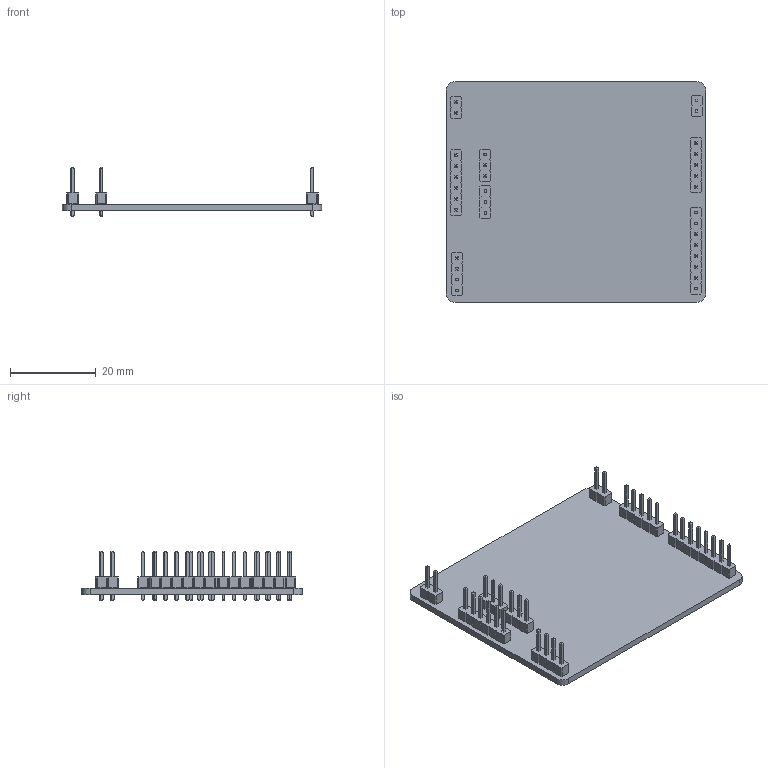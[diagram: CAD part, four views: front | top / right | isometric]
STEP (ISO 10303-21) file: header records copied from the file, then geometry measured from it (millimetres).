
FILE_DESCRIPTION(('KiCad electronic assembly'),'2;1');
FILE_NAME('Breakout Board for BMS.step','2025-05-23T16:31:59',('Pcbnew') ,('Kicad'),'Open CASCADE STEP processor 7.8','KiCad to STEP converter' ,'Unknown');
FILE_SCHEMA(('AUTOMOTIVE_DESIGN { 1 0 10303 214 1 1 1 1 }'));
Length unit declared in the file: millimetre
Products named in the file (8): Breakout Board for BMS 1; PinHeader_1x03_P2.54mm_Vertical; PinHeader_1x04_P2.54mm_Vertical; PinHeader_1x02_P2.54mm_Vertical; PinHeader_1x08_P2.54mm_Vertical; PinHeader_1x05_P2.54mm_Vertical; PinHeader_1x06_P2.54mm_Vertical; Breakout Board for BMS_PCB
Assembly tree (9 placements, depth 2):
  Breakout Board for BMS 1
    PinHeader_1x03_P2.54mm_Vertical  x2
    PinHeader_1x04_P2.54mm_Vertical
    PinHeader_1x02_P2.54mm_Vertical  x2
    PinHeader_1x08_P2.54mm_Vertical
    PinHeader_1x05_P2.54mm_Vertical
    PinHeader_1x06_P2.54mm_Vertical
    Breakout Board for BMS_PCB
Bounding box: 60.6 x 51.6 x 11.54 mm (x, y, z)
Volume: 5333.9 mm3; surface area: 8368.3 mm2
Topology: 9 solids, 9 shells, 861 faces, 2067 edges, 1290 vertices
Faces by surface type: plane 830, cylinder 31
Full cylindrical faces by diameter (mm): 1 x27
Entity records: 25766 total; most frequent: CARTESIAN_POINT 3610, ORIENTED_EDGE 3530, DIRECTION 3313, EDGE_CURVE 1765, LINE 1703, VECTOR 1703, VERTEX_POINT 1102, FACE_BOUND 843
